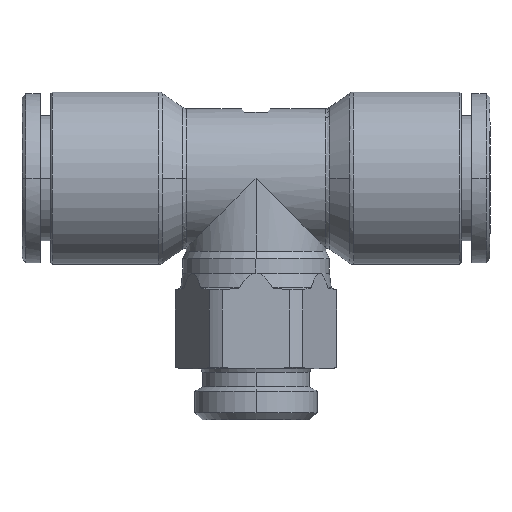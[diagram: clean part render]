
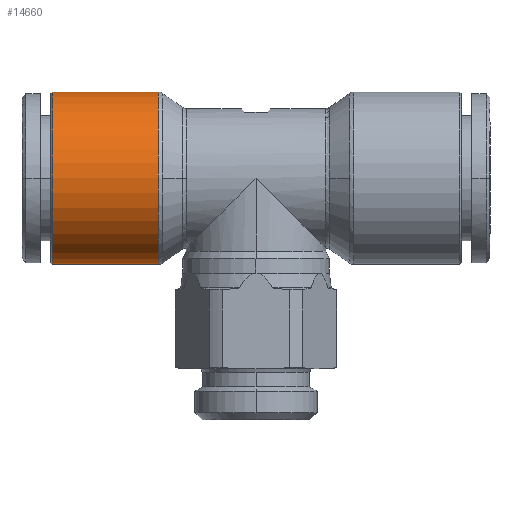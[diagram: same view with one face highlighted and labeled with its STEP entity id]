
A CAD part, front view. The second image highlights one B-rep face of the part: STEP entity #14660.
In plain terms, the highlighted cylindrical face has radius 11.75 mm (diameter 23.5 mm), a partial arc.
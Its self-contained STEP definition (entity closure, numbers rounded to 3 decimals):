
#637 = DIRECTION ( 'NONE',  ( 0., 0., 1. ) ) ;
#670 = VERTEX_POINT ( 'NONE', #10888 ) ;
#716 = CIRCLE ( 'NONE', #10814, 11.75 ) ;
#792 = FACE_OUTER_BOUND ( 'NONE', #8181, .T. ) ;
#1214 = CARTESIAN_POINT ( 'NONE',  ( -13.316, 0., 11.75 ) ) ;
#1754 = VERTEX_POINT ( 'NONE', #1214 ) ;
#1897 = CYLINDRICAL_SURFACE ( 'NONE', #9922, 11.75 ) ;
#1953 = DIRECTION ( 'NONE',  ( 0., 0., -1. ) ) ;
#1975 = VECTOR ( 'NONE', #4702, 1000. ) ;
#2236 = CARTESIAN_POINT ( 'NONE',  ( -19.5, 0., 0. ) ) ;
#3084 = EDGE_CURVE ( 'NONE', #14501, #670, #8921, .T. ) ;
#3264 = CARTESIAN_POINT ( 'NONE',  ( -13.316, 0., 0. ) ) ;
#3565 = VERTEX_POINT ( 'NONE', #5238 ) ;
#4200 = AXIS2_PLACEMENT_3D ( 'NONE', #3264, #12762, #1953 ) ;
#4324 = CARTESIAN_POINT ( 'NONE',  ( -27.8, 0., 0. ) ) ;
#4475 = LINE ( 'NONE', #8491, #9310 ) ;
#4702 = DIRECTION ( 'NONE',  ( 1., 0., 0. ) ) ;
#5108 = LINE ( 'NONE', #9444, #1975 ) ;
#5238 = CARTESIAN_POINT ( 'NONE',  ( -13.316, 0., -11.75 ) ) ;
#5274 = ORIENTED_EDGE ( 'NONE', *, *, #9057, .T. ) ;
#5362 = DIRECTION ( 'NONE',  ( -1., 0., 0. ) ) ;
#5916 = DIRECTION ( 'NONE',  ( 0., 0., 1. ) ) ;
#6022 = CARTESIAN_POINT ( 'NONE',  ( -27.8, 0., 0. ) ) ;
#7041 = DIRECTION ( 'NONE',  ( 1., 0., 0. ) ) ;
#8181 = EDGE_LOOP ( 'NONE', ( #15159, #8257, #10562, #5274, #12304 ) ) ;
#8257 = ORIENTED_EDGE ( 'NONE', *, *, #10431, .F. ) ;
#8491 = CARTESIAN_POINT ( 'NONE',  ( -19.5, 0., -11.75 ) ) ;
#8502 = VERTEX_POINT ( 'NONE', #14870 ) ;
#8921 = CIRCLE ( 'NONE', #11738, 11.75 ) ;
#9057 = EDGE_CURVE ( 'NONE', #14501, #3565, #4475, .T. ) ;
#9310 = VECTOR ( 'NONE', #13312, 1000. ) ;
#9352 = DIRECTION ( 'NONE',  ( 0., 0., -1. ) ) ;
#9444 = CARTESIAN_POINT ( 'NONE',  ( -19.5, 0., 11.75 ) ) ;
#9922 = AXIS2_PLACEMENT_3D ( 'NONE', #2236, #7041, #9352 ) ;
#10431 = EDGE_CURVE ( 'NONE', #670, #8502, #716, .T. ) ;
#10562 = ORIENTED_EDGE ( 'NONE', *, *, #3084, .F. ) ;
#10814 = AXIS2_PLACEMENT_3D ( 'NONE', #6022, #10816, #5916 ) ;
#10816 = DIRECTION ( 'NONE',  ( -1., 0., 0. ) ) ;
#10888 = CARTESIAN_POINT ( 'NONE',  ( -27.8, -11.75, 0. ) ) ;
#10919 = EDGE_CURVE ( 'NONE', #8502, #1754, #5108, .T. ) ;
#11570 = CIRCLE ( 'NONE', #4200, 11.75 ) ;
#11738 = AXIS2_PLACEMENT_3D ( 'NONE', #4324, #5362, #637 ) ;
#12257 = EDGE_CURVE ( 'NONE', #3565, #1754, #11570, .T. ) ;
#12304 = ORIENTED_EDGE ( 'NONE', *, *, #12257, .T. ) ;
#12510 = CARTESIAN_POINT ( 'NONE',  ( -27.8, 0., -11.75 ) ) ;
#12762 = DIRECTION ( 'NONE',  ( -1., 0., 0. ) ) ;
#13312 = DIRECTION ( 'NONE',  ( 1., 0., 0. ) ) ;
#14501 = VERTEX_POINT ( 'NONE', #12510 ) ;
#14660 = ADVANCED_FACE ( 'NONE', ( #792 ), #1897, .T. ) ;
#14870 = CARTESIAN_POINT ( 'NONE',  ( -27.8, 0., 11.75 ) ) ;
#15159 = ORIENTED_EDGE ( 'NONE', *, *, #10919, .F. ) ;
